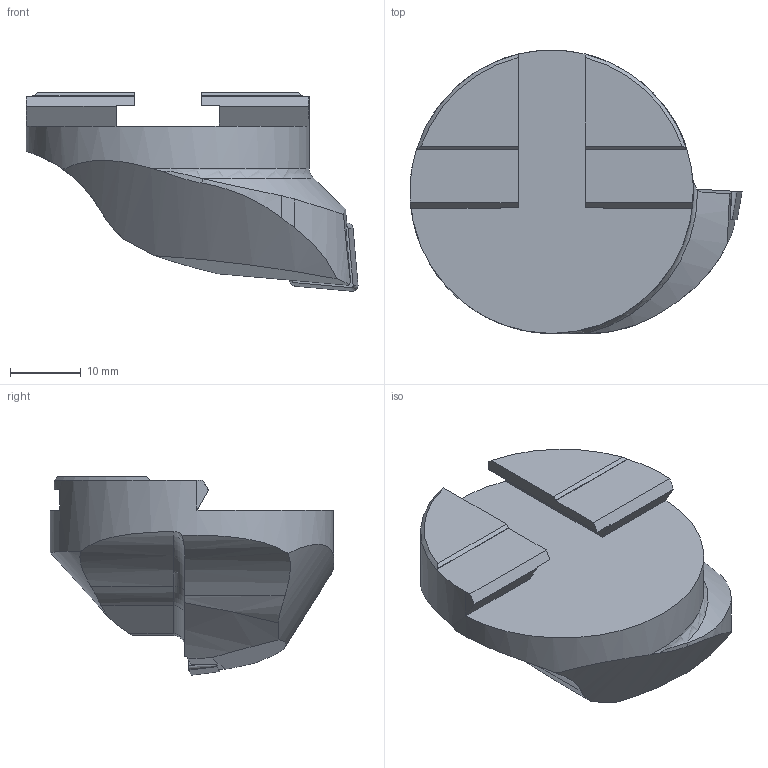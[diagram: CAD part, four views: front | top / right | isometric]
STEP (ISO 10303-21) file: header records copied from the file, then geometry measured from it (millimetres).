
FILE_DESCRIPTION(/* description */ (''),/* implementation_level */ '2;1');
FILE_NAME(/* name */ '1642416024965.stp',/* time_stamp */ '2022-01-17T16:10:49+06:00',/* author */ (''),/* organization */ ('SMS'),/* preprocessor_version */ 'ST-DEVELOPER v16.7',/* originating_system */ 'SIEMENS PLM Software NX 12.0',/* authorisation */ '');
FILE_SCHEMA (('AUTOMOTIVE_DESIGN { 1 0 10303 214 3 1 1 1 }'));
Length unit declared in the file: millimetre
Products named in the file (4): IsoTurningInsert; ASSEMBLY_CONSTRUCTION; 203912226mod000_00; 203912227mod000_00
Assembly tree (3 placements, depth 2):
  203912227mod000_00
    203912226mod000_00
    ASSEMBLY_CONSTRUCTION
    IsoTurningInsert
Bounding box: 46.86 x 40.05 x 28 mm (x, y, z)
Volume: 19281.9 mm3; surface area: 5553.4 mm2
Topology: 2 solids, 2 shells, 83 faces, 225 edges, 154 vertices
Faces by surface type: plane 41, cylinder 20, torus 12, cone 10
Full cylindrical faces by diameter (mm): 4.4 x2, 40 x1
Entity records: 2873 total; most frequent: CARTESIAN_POINT 717, ORIENTED_EDGE 416, DIRECTION 416, EDGE_CURVE 208, AXIS2_PLACEMENT_3D 164, VERTEX_POINT 140, EDGE_LOOP 94, LINE 88
